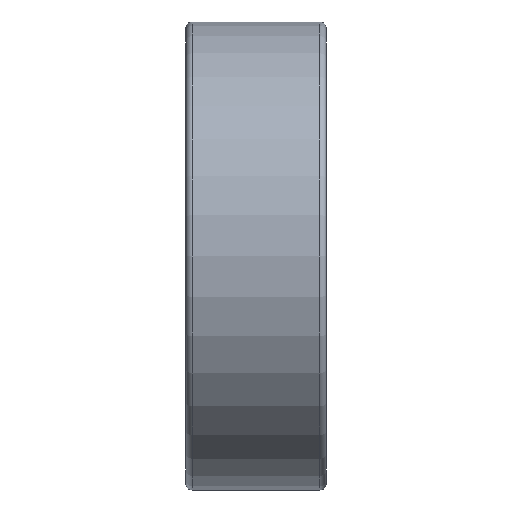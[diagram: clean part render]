
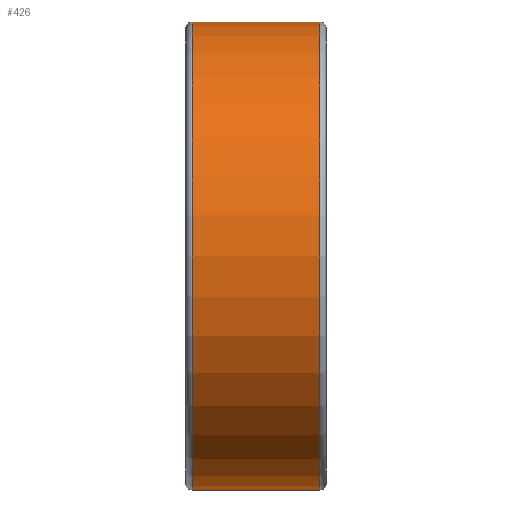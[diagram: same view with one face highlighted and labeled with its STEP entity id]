
A CAD part, front view. The second image highlights one B-rep face of the part: STEP entity #426.
In plain terms, the highlighted cylindrical face has radius 7.5 mm (diameter 15 mm), a partial arc.
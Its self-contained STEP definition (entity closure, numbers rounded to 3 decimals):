
#31 = CARTESIAN_POINT ( 'NONE',  ( -2.05, 0., 0. ) ) ;
#36 = DIRECTION ( 'NONE',  ( 0., 0., -1. ) ) ;
#54 = VERTEX_POINT ( 'NONE', #783 ) ;
#87 = EDGE_CURVE ( 'NONE', #534, #394, #551, .T. ) ;
#101 = AXIS2_PLACEMENT_3D ( 'NONE', #748, #173, #245 ) ;
#103 = CARTESIAN_POINT ( 'NONE',  ( -2.05, 0., -7.5 ) ) ;
#107 = DIRECTION ( 'NONE',  ( 1., 0., 0. ) ) ;
#133 = CARTESIAN_POINT ( 'NONE',  ( 2.05, 0., 0. ) ) ;
#160 = VECTOR ( 'NONE', #107, 1000. ) ;
#164 = ORIENTED_EDGE ( 'NONE', *, *, #87, .T. ) ;
#168 = AXIS2_PLACEMENT_3D ( 'NONE', #31, #795, #36 ) ;
#173 = DIRECTION ( 'NONE',  ( 1., 0., 0. ) ) ;
#190 = DIRECTION ( 'NONE',  ( 0., 0., -1. ) ) ;
#245 = DIRECTION ( 'NONE',  ( 0., 0., -1. ) ) ;
#251 = ORIENTED_EDGE ( 'NONE', *, *, #375, .F. ) ;
#257 = CYLINDRICAL_SURFACE ( 'NONE', #101, 7.5 ) ;
#288 = EDGE_LOOP ( 'NONE', ( #251, #164, #723, #324 ) ) ;
#307 = CARTESIAN_POINT ( 'NONE',  ( -20.637, 0., -7.5 ) ) ;
#312 = LINE ( 'NONE', #805, #160 ) ;
#324 = ORIENTED_EDGE ( 'NONE', *, *, #729, .F. ) ;
#330 = CIRCLE ( 'NONE', #773, 7.5 ) ;
#364 = CARTESIAN_POINT ( 'NONE',  ( -2.05, 0., 7.5 ) ) ;
#368 = DIRECTION ( 'NONE',  ( 1., 0., 0. ) ) ;
#375 = EDGE_CURVE ( 'NONE', #534, #793, #312, .T. ) ;
#394 = VERTEX_POINT ( 'NONE', #103 ) ;
#426 = ADVANCED_FACE ( 'NONE', ( #693 ), #257, .T. ) ;
#534 = VERTEX_POINT ( 'NONE', #364 ) ;
#536 = CARTESIAN_POINT ( 'NONE',  ( 2.05, 0., 7.5 ) ) ;
#551 = CIRCLE ( 'NONE', #168, 7.5 ) ;
#576 = VECTOR ( 'NONE', #368, 1000. ) ;
#582 = DIRECTION ( 'NONE',  ( 1., 0., 0. ) ) ;
#623 = EDGE_CURVE ( 'NONE', #394, #54, #766, .T. ) ;
#693 = FACE_OUTER_BOUND ( 'NONE', #288, .T. ) ;
#723 = ORIENTED_EDGE ( 'NONE', *, *, #623, .T. ) ;
#729 = EDGE_CURVE ( 'NONE', #793, #54, #330, .T. ) ;
#748 = CARTESIAN_POINT ( 'NONE',  ( -20.637, 0., 0. ) ) ;
#766 = LINE ( 'NONE', #307, #576 ) ;
#773 = AXIS2_PLACEMENT_3D ( 'NONE', #133, #582, #190 ) ;
#783 = CARTESIAN_POINT ( 'NONE',  ( 2.05, 0., -7.5 ) ) ;
#793 = VERTEX_POINT ( 'NONE', #536 ) ;
#795 = DIRECTION ( 'NONE',  ( 1., 0., 0. ) ) ;
#805 = CARTESIAN_POINT ( 'NONE',  ( -20.637, 0., 7.5 ) ) ;
